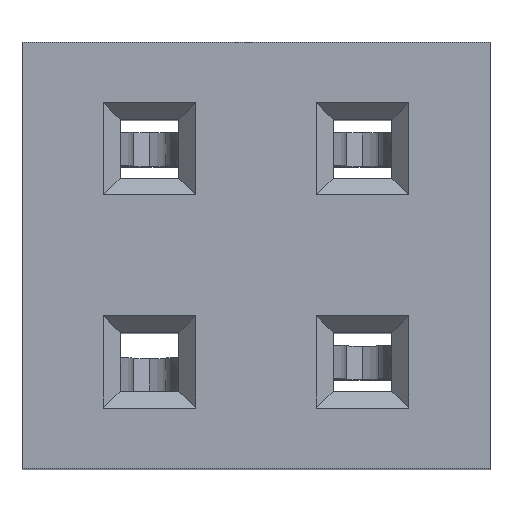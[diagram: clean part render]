
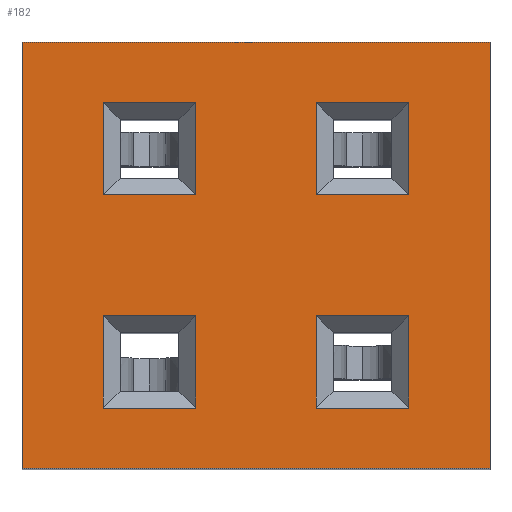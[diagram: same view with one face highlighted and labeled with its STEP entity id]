
A CAD part, top view. The second image highlights one B-rep face of the part: STEP entity #182.
In plain terms, the highlighted planar face has unit normal (0, 0, 1).
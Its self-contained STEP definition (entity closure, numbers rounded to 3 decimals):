
#182 = ADVANCED_FACE( '', ( #396, #397, #398, #399, #400 ), #401, .T. );
#396 = FACE_BOUND( '', #667, .T. );
#397 = FACE_BOUND( '', #668, .T. );
#398 = FACE_OUTER_BOUND( '', #669, .T. );
#399 = FACE_BOUND( '', #670, .T. );
#400 = FACE_BOUND( '', #671, .T. );
#401 = PLANE( '', #672 );
#667 = EDGE_LOOP( '', ( #943, #944, #945, #946 ) );
#668 = EDGE_LOOP( '', ( #947, #948, #949, #950 ) );
#669 = EDGE_LOOP( '', ( #951, #952, #953, #954 ) );
#670 = EDGE_LOOP( '', ( #955, #956, #957, #958 ) );
#671 = EDGE_LOOP( '', ( #959, #960, #961, #962 ) );
#672 = AXIS2_PLACEMENT_3D( '', #963, #964, #965 );
#943 = ORIENTED_EDGE( '', *, *, #1717, .T. );
#944 = ORIENTED_EDGE( '', *, *, #1718, .T. );
#945 = ORIENTED_EDGE( '', *, *, #1719, .T. );
#946 = ORIENTED_EDGE( '', *, *, #1720, .T. );
#947 = ORIENTED_EDGE( '', *, *, #1721, .T. );
#948 = ORIENTED_EDGE( '', *, *, #1722, .T. );
#949 = ORIENTED_EDGE( '', *, *, #1723, .T. );
#950 = ORIENTED_EDGE( '', *, *, #1724, .T. );
#951 = ORIENTED_EDGE( '', *, *, #1725, .F. );
#952 = ORIENTED_EDGE( '', *, *, #1726, .F. );
#953 = ORIENTED_EDGE( '', *, *, #1727, .T. );
#954 = ORIENTED_EDGE( '', *, *, #1728, .T. );
#955 = ORIENTED_EDGE( '', *, *, #1729, .T. );
#956 = ORIENTED_EDGE( '', *, *, #1730, .T. );
#957 = ORIENTED_EDGE( '', *, *, #1731, .T. );
#958 = ORIENTED_EDGE( '', *, *, #1732, .T. );
#959 = ORIENTED_EDGE( '', *, *, #1733, .T. );
#960 = ORIENTED_EDGE( '', *, *, #1734, .T. );
#961 = ORIENTED_EDGE( '', *, *, #1735, .T. );
#962 = ORIENTED_EDGE( '', *, *, #1736, .T. );
#963 = CARTESIAN_POINT( '', ( -2.79, -2.54, 4.2 ) );
#964 = DIRECTION( '', ( 0., 0., 1. ) );
#965 = DIRECTION( '', ( 1., 0., 0. ) );
#1717 = EDGE_CURVE( '', #2033, #2034, #2035, .T. );
#1718 = EDGE_CURVE( '', #2034, #2036, #2037, .T. );
#1719 = EDGE_CURVE( '', #2036, #2038, #2039, .T. );
#1720 = EDGE_CURVE( '', #2038, #2033, #2040, .T. );
#1721 = EDGE_CURVE( '', #2041, #2042, #2043, .T. );
#1722 = EDGE_CURVE( '', #2042, #2044, #2045, .T. );
#1723 = EDGE_CURVE( '', #2044, #2046, #2047, .T. );
#1724 = EDGE_CURVE( '', #2046, #2041, #2048, .T. );
#1725 = EDGE_CURVE( '', #2049, #2050, #2051, .T. );
#1726 = EDGE_CURVE( '', #2052, #2049, #2053, .T. );
#1727 = EDGE_CURVE( '', #2052, #2054, #2055, .T. );
#1728 = EDGE_CURVE( '', #2054, #2050, #2056, .T. );
#1729 = EDGE_CURVE( '', #2057, #2058, #2059, .T. );
#1730 = EDGE_CURVE( '', #2058, #2060, #2061, .T. );
#1731 = EDGE_CURVE( '', #2060, #2062, #2063, .T. );
#1732 = EDGE_CURVE( '', #2062, #2057, #2064, .T. );
#1733 = EDGE_CURVE( '', #2065, #2066, #2067, .T. );
#1734 = EDGE_CURVE( '', #2066, #2068, #2069, .T. );
#1735 = EDGE_CURVE( '', #2068, #2070, #2071, .T. );
#1736 = EDGE_CURVE( '', #2070, #2065, #2072, .T. );
#2033 = VERTEX_POINT( '', #2491 );
#2034 = VERTEX_POINT( '', #2492 );
#2035 = LINE( '', #2493, #2494 );
#2036 = VERTEX_POINT( '', #2495 );
#2037 = LINE( '', #2496, #2497 );
#2038 = VERTEX_POINT( '', #2498 );
#2039 = LINE( '', #2499, #2500 );
#2040 = LINE( '', #2501, #2502 );
#2041 = VERTEX_POINT( '', #2503 );
#2042 = VERTEX_POINT( '', #2504 );
#2043 = LINE( '', #2505, #2506 );
#2044 = VERTEX_POINT( '', #2507 );
#2045 = LINE( '', #2508, #2509 );
#2046 = VERTEX_POINT( '', #2510 );
#2047 = LINE( '', #2511, #2512 );
#2048 = LINE( '', #2513, #2514 );
#2049 = VERTEX_POINT( '', #2515 );
#2050 = VERTEX_POINT( '', #2516 );
#2051 = LINE( '', #2517, #2518 );
#2052 = VERTEX_POINT( '', #2519 );
#2053 = LINE( '', #2520, #2521 );
#2054 = VERTEX_POINT( '', #2522 );
#2055 = LINE( '', #2523, #2524 );
#2056 = LINE( '', #2525, #2526 );
#2057 = VERTEX_POINT( '', #2527 );
#2058 = VERTEX_POINT( '', #2528 );
#2059 = LINE( '', #2529, #2530 );
#2060 = VERTEX_POINT( '', #2531 );
#2061 = LINE( '', #2532, #2533 );
#2062 = VERTEX_POINT( '', #2534 );
#2063 = LINE( '', #2535, #2536 );
#2064 = LINE( '', #2537, #2538 );
#2065 = VERTEX_POINT( '', #2539 );
#2066 = VERTEX_POINT( '', #2540 );
#2067 = LINE( '', #2541, #2542 );
#2068 = VERTEX_POINT( '', #2543 );
#2069 = LINE( '', #2544, #2545 );
#2070 = VERTEX_POINT( '', #2546 );
#2071 = LINE( '', #2547, #2548 );
#2072 = LINE( '', #2549, #2550 );
#2491 = CARTESIAN_POINT( '', ( 0.72, 1.82, 4.2 ) );
#2492 = CARTESIAN_POINT( '', ( 1.82, 1.82, 4.2 ) );
#2493 = CARTESIAN_POINT( '', ( -2.79, 1.82, 4.2 ) );
#2494 = VECTOR( '', #3142, 1000. );
#2495 = CARTESIAN_POINT( '', ( 1.82, 0.72, 4.2 ) );
#2496 = CARTESIAN_POINT( '', ( 1.82, -2.54, 4.2 ) );
#2497 = VECTOR( '', #3143, 1000. );
#2498 = CARTESIAN_POINT( '', ( 0.72, 0.72, 4.2 ) );
#2499 = CARTESIAN_POINT( '', ( -2.79, 0.72, 4.2 ) );
#2500 = VECTOR( '', #3144, 1000. );
#2501 = CARTESIAN_POINT( '', ( 0.72, -2.54, 4.2 ) );
#2502 = VECTOR( '', #3145, 1000. );
#2503 = CARTESIAN_POINT( '', ( -1.82, 1.82, 4.2 ) );
#2504 = CARTESIAN_POINT( '', ( -0.72, 1.82, 4.2 ) );
#2505 = CARTESIAN_POINT( '', ( -2.79, 1.82, 4.2 ) );
#2506 = VECTOR( '', #3146, 1000. );
#2507 = CARTESIAN_POINT( '', ( -0.72, 0.72, 4.2 ) );
#2508 = CARTESIAN_POINT( '', ( -0.72, -2.54, 4.2 ) );
#2509 = VECTOR( '', #3147, 1000. );
#2510 = CARTESIAN_POINT( '', ( -1.82, 0.72, 4.2 ) );
#2511 = CARTESIAN_POINT( '', ( -2.79, 0.72, 4.2 ) );
#2512 = VECTOR( '', #3148, 1000. );
#2513 = CARTESIAN_POINT( '', ( -1.82, -2.54, 4.2 ) );
#2514 = VECTOR( '', #3149, 1000. );
#2515 = CARTESIAN_POINT( '', ( -2.79, 2.54, 4.2 ) );
#2516 = CARTESIAN_POINT( '', ( 2.79, 2.54, 4.2 ) );
#2517 = CARTESIAN_POINT( '', ( -2.79, 2.54, 4.2 ) );
#2518 = VECTOR( '', #3150, 1000. );
#2519 = CARTESIAN_POINT( '', ( -2.79, -2.54, 4.2 ) );
#2520 = CARTESIAN_POINT( '', ( -2.79, -2.54, 4.2 ) );
#2521 = VECTOR( '', #3151, 1000. );
#2522 = CARTESIAN_POINT( '', ( 2.79, -2.54, 4.2 ) );
#2523 = CARTESIAN_POINT( '', ( -2.79, -2.54, 4.2 ) );
#2524 = VECTOR( '', #3152, 1000. );
#2525 = CARTESIAN_POINT( '', ( 2.79, -2.54, 4.2 ) );
#2526 = VECTOR( '', #3153, 1000. );
#2527 = CARTESIAN_POINT( '', ( -1.82, -0.72, 4.2 ) );
#2528 = CARTESIAN_POINT( '', ( -0.72, -0.72, 4.2 ) );
#2529 = CARTESIAN_POINT( '', ( -2.79, -0.72, 4.2 ) );
#2530 = VECTOR( '', #3154, 1000. );
#2531 = CARTESIAN_POINT( '', ( -0.72, -1.82, 4.2 ) );
#2532 = CARTESIAN_POINT( '', ( -0.72, -2.54, 4.2 ) );
#2533 = VECTOR( '', #3155, 1000. );
#2534 = CARTESIAN_POINT( '', ( -1.82, -1.82, 4.2 ) );
#2535 = CARTESIAN_POINT( '', ( -2.79, -1.82, 4.2 ) );
#2536 = VECTOR( '', #3156, 1000. );
#2537 = CARTESIAN_POINT( '', ( -1.82, -2.54, 4.2 ) );
#2538 = VECTOR( '', #3157, 1000. );
#2539 = CARTESIAN_POINT( '', ( 0.72, -0.72, 4.2 ) );
#2540 = CARTESIAN_POINT( '', ( 1.82, -0.72, 4.2 ) );
#2541 = CARTESIAN_POINT( '', ( -2.79, -0.72, 4.2 ) );
#2542 = VECTOR( '', #3158, 1000. );
#2543 = CARTESIAN_POINT( '', ( 1.82, -1.82, 4.2 ) );
#2544 = CARTESIAN_POINT( '', ( 1.82, -2.54, 4.2 ) );
#2545 = VECTOR( '', #3159, 1000. );
#2546 = CARTESIAN_POINT( '', ( 0.72, -1.82, 4.2 ) );
#2547 = CARTESIAN_POINT( '', ( -2.79, -1.82, 4.2 ) );
#2548 = VECTOR( '', #3160, 1000. );
#2549 = CARTESIAN_POINT( '', ( 0.72, -2.54, 4.2 ) );
#2550 = VECTOR( '', #3161, 1000. );
#3142 = DIRECTION( '', ( 1., 0., 0. ) );
#3143 = DIRECTION( '', ( 0., -1., 0. ) );
#3144 = DIRECTION( '', ( -1., 0., 0. ) );
#3145 = DIRECTION( '', ( 0., 1., 0. ) );
#3146 = DIRECTION( '', ( 1., 0., 0. ) );
#3147 = DIRECTION( '', ( 0., -1., 0. ) );
#3148 = DIRECTION( '', ( -1., 0., 0. ) );
#3149 = DIRECTION( '', ( 0., 1., 0. ) );
#3150 = DIRECTION( '', ( 1., 0., 0. ) );
#3151 = DIRECTION( '', ( 0., 1., 0. ) );
#3152 = DIRECTION( '', ( 1., 0., 0. ) );
#3153 = DIRECTION( '', ( 0., 1., 0. ) );
#3154 = DIRECTION( '', ( 1., 0., 0. ) );
#3155 = DIRECTION( '', ( 0., -1., 0. ) );
#3156 = DIRECTION( '', ( -1., 0., 0. ) );
#3157 = DIRECTION( '', ( 0., 1., 0. ) );
#3158 = DIRECTION( '', ( 1., 0., 0. ) );
#3159 = DIRECTION( '', ( 0., -1., 0. ) );
#3160 = DIRECTION( '', ( -1., 0., 0. ) );
#3161 = DIRECTION( '', ( 0., 1., 0. ) );
